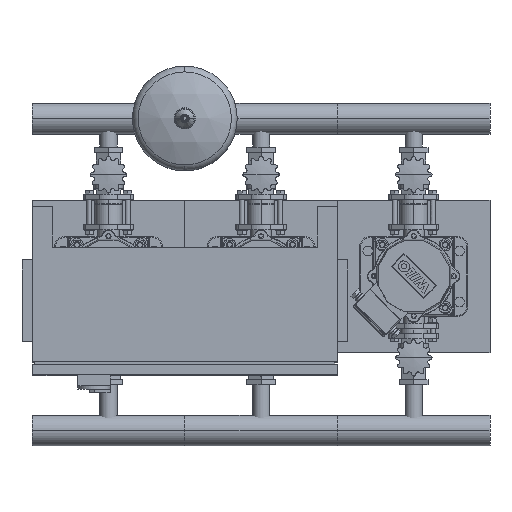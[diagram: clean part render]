
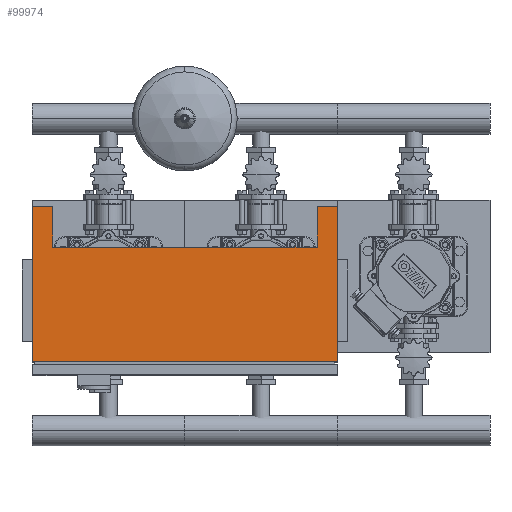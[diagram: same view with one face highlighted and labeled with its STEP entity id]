
A CAD part, top view. The second image highlights one B-rep face of the part: STEP entity #99974.
In plain terms, the highlighted planar face has unit normal (0, 0, 1).
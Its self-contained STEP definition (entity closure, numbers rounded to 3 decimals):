
#98622=CARTESIAN_POINT('',(560.0,134.909,1670.0));
#98623=VERTEX_POINT('',#98622);
#98624=CARTESIAN_POINT('',(600.0,134.909,1670.0));
#98625=VERTEX_POINT('',#98624);
#98626=CARTESIAN_POINT('',(560.0,134.909,1670.0));
#98627=DIRECTION('',(1.0,0.0,0.0));
#98628=VECTOR('',#98627,40.0);
#98629=LINE('',#98626,#98628);
#98630=EDGE_CURVE('',#98623,#98625,#98629,.T.);
#98684=CARTESIAN_POINT('',(560.0,54.909,1670.0));
#98685=VERTEX_POINT('',#98684);
#98692=CARTESIAN_POINT('',(560.0,134.909,1670.0));
#98693=DIRECTION('',(0.0,-1.0,0.0));
#98694=VECTOR('',#98693,80.0);
#98695=LINE('',#98692,#98694);
#98696=EDGE_CURVE('',#98623,#98685,#98695,.T.);
#98719=CARTESIAN_POINT('',(0.,134.909,1670.0));
#98720=VERTEX_POINT('',#98719);
#98727=CARTESIAN_POINT('',(40.,134.909,1670.0));
#98728=VERTEX_POINT('',#98727);
#98729=CARTESIAN_POINT('',(40.,134.909,1670.0));
#98730=DIRECTION('',(-1.0,0.0,0.0));
#98731=VECTOR('',#98730,40.0);
#98732=LINE('',#98729,#98731);
#98733=EDGE_CURVE('',#98728,#98720,#98732,.T.);
#98796=CARTESIAN_POINT('',(40.,54.909,1670.0));
#98797=VERTEX_POINT('',#98796);
#98798=CARTESIAN_POINT('',(40.,134.909,1670.0));
#98799=DIRECTION('',(0.0,-1.0,0.0));
#98800=VECTOR('',#98799,80.0);
#98801=LINE('',#98798,#98800);
#98802=EDGE_CURVE('',#98728,#98797,#98801,.T.);
#98844=CARTESIAN_POINT('',(560.0,54.909,1670.0));
#98845=DIRECTION('',(-1.0,0.0,0.0));
#98846=VECTOR('',#98845,520.0);
#98847=LINE('',#98844,#98846);
#98848=EDGE_CURVE('',#98685,#98797,#98847,.T.);
#99908=CARTESIAN_POINT('',(600.0,-170.091,1670.0));
#99909=VERTEX_POINT('',#99908);
#99918=CARTESIAN_POINT('',(0.,-170.091,1670.0));
#99919=VERTEX_POINT('',#99918);
#99920=CARTESIAN_POINT('',(0.,-170.091,1670.0));
#99921=DIRECTION('',(1.0,0.0,0.0));
#99922=VECTOR('',#99921,600.0);
#99923=LINE('',#99920,#99922);
#99924=EDGE_CURVE('',#99919,#99909,#99923,.T.);
#99949=CARTESIAN_POINT('',(0.,54.909,1670.0));
#99950=DIRECTION('',(0.0,0.0,1.0));
#99951=DIRECTION('',(0.0,-1.0,0.0));
#99952=AXIS2_PLACEMENT_3D('',#99949,#99950,#99951);
#99953=PLANE('',#99952);
#99954=ORIENTED_EDGE('',*,*,#99924,.T.);
#99955=CARTESIAN_POINT('',(600.0,134.909,1670.0));
#99956=DIRECTION('',(0.0,-1.0,0.0));
#99957=VECTOR('',#99956,305.0);
#99958=LINE('',#99955,#99957);
#99959=EDGE_CURVE('',#98625,#99909,#99958,.T.);
#99960=ORIENTED_EDGE('',*,*,#99959,.F.);
#99961=ORIENTED_EDGE('',*,*,#98630,.F.);
#99962=ORIENTED_EDGE('',*,*,#98696,.T.);
#99963=ORIENTED_EDGE('',*,*,#98848,.T.);
#99964=ORIENTED_EDGE('',*,*,#98802,.F.);
#99965=ORIENTED_EDGE('',*,*,#98733,.T.);
#99966=CARTESIAN_POINT('',(0.,134.909,1670.0));
#99967=DIRECTION('',(0.0,-1.0,0.0));
#99968=VECTOR('',#99967,305.0);
#99969=LINE('',#99966,#99968);
#99970=EDGE_CURVE('',#98720,#99919,#99969,.T.);
#99971=ORIENTED_EDGE('',*,*,#99970,.T.);
#99972=EDGE_LOOP('',(#99954,#99960,#99961,#99962,#99963,#99964,#99965,#99971));
#99973=FACE_OUTER_BOUND('',#99972,.T.);
#99974=ADVANCED_FACE('',(#99973),#99953,.T.);
